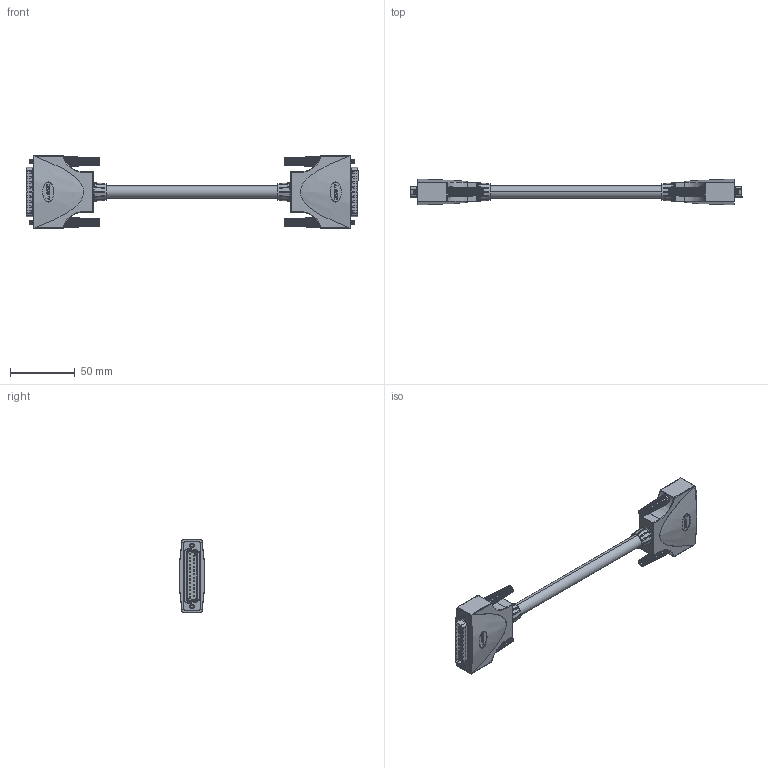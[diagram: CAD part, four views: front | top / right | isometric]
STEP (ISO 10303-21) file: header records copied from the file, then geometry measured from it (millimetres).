
FILE_DESCRIPTION (( 'STEP AP203' ), '1' );
FILE_NAME ('CSMUZ25MM-_.STEP', '2006-08-04T15:06:54', ( 'L-COM' ), ( 'L-COM' ), 'SwSTEP 2.0', 'SolidWorks 2006004', '' );
FILE_SCHEMA (( 'CONFIG_CONTROL_DESIGN' ));
Products named in the file (9): 1AY03-003; 1AJ06-003; CSMUZ25MM-_; 1AL08-035; 1AY03-003_25 Pin Male; C&P25M; CRIMP&POKE M; 1AY03-004
Assembly tree (34 placements, depth 4):
  CSMUZ25MM-_
    1AL08-035
    1AY03-003_25 Pin Male  x2
      1AJ06-003
      1AY03-003
      C&P25M
        CRIMP&POKE M  x25
        C&P25M
      1AY03-004
Bounding box: 256.19 x 19.53 x 55.9 mm (x, y, z)
Volume: 28157.1 mm3; surface area: 62677.6 mm2
Topology: 61 solids, 61 shells, 3590 faces, 8656 edges, 5496 vertices
Faces by surface type: cylinder 1358, plane 1326, cone 420, bspline 320, torus 84, sphere 82
Entity records: 61402 total; most frequent: CARTESIAN_POINT 30664, ORIENTED_EDGE 6182, DIRECTION 5788, EDGE_CURVE 3091, AXIS2_PLACEMENT_3D 2066, VERTEX_POINT 1993, VECTOR 1656, LINE 1656
